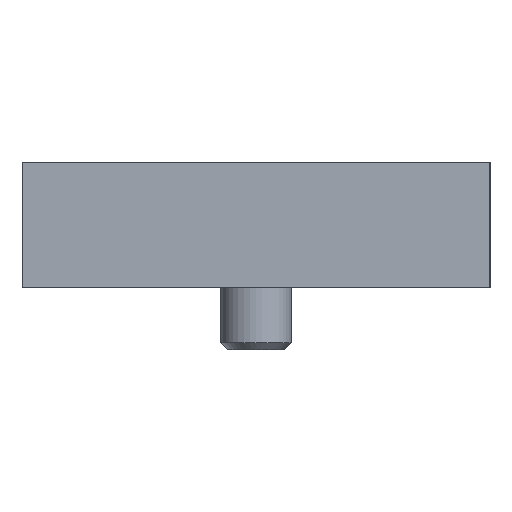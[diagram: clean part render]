
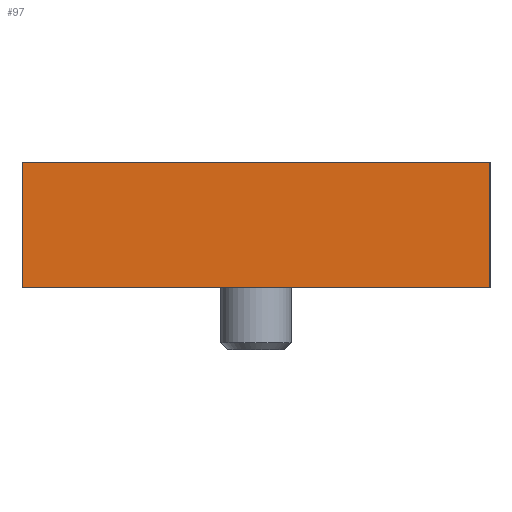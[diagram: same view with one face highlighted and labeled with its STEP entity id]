
A CAD part, front view. The second image highlights one B-rep face of the part: STEP entity #97.
In plain terms, the highlighted planar face has unit normal (0, -1, 0).
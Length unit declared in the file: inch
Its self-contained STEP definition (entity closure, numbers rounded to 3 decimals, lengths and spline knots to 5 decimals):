
#51 = VERTEX_POINT ( 'NONE', #630 ) ;
#90 = LINE ( 'NONE', #976, #1065 ) ;
#97 = ADVANCED_FACE ( 'NONE', ( #1211 ), #1480, .F. ) ;
#131 = VECTOR ( 'NONE', #1668, 39.37008 ) ;
#160 = CARTESIAN_POINT ( 'NONE',  ( -1.25, -2.025, -0.335 ) ) ;
#232 = LINE ( 'NONE', #1522, #131 ) ;
#324 = ORIENTED_EDGE ( 'NONE', *, *, #727, .T. ) ;
#372 = ORIENTED_EDGE ( 'NONE', *, *, #1711, .T. ) ;
#387 = DIRECTION ( 'NONE',  ( 1., 0., 0. ) ) ;
#422 = CARTESIAN_POINT ( 'NONE',  ( 1.25, -2.025, 0.335 ) ) ;
#439 = LINE ( 'NONE', #1187, #1669 ) ;
#484 = CARTESIAN_POINT ( 'NONE',  ( 1.25, -2.025, -0.335 ) ) ;
#630 = CARTESIAN_POINT ( 'NONE',  ( -1.25, -2.025, 0.335 ) ) ;
#631 = DIRECTION ( 'NONE',  ( 0., 0., -1. ) ) ;
#727 = EDGE_CURVE ( 'NONE', #51, #1447, #232, .T. ) ;
#768 = CARTESIAN_POINT ( 'NONE',  ( -1.25, -2.025, 0.335 ) ) ;
#859 = EDGE_CURVE ( 'NONE', #1471, #1434, #439, .T. ) ;
#976 = CARTESIAN_POINT ( 'NONE',  ( -1.25, -2.025, -0.335 ) ) ;
#1065 = VECTOR ( 'NONE', #387, 39.37008 ) ;
#1144 = CARTESIAN_POINT ( 'NONE',  ( -1.25, -2.025, 0.335 ) ) ;
#1187 = CARTESIAN_POINT ( 'NONE',  ( 1.25, -2.025, 0.335 ) ) ;
#1211 = FACE_OUTER_BOUND ( 'NONE', #1652, .T. ) ;
#1261 = DIRECTION ( 'NONE',  ( 0., 0., 1. ) ) ;
#1299 = ORIENTED_EDGE ( 'NONE', *, *, #859, .F. ) ;
#1417 = ORIENTED_EDGE ( 'NONE', *, *, #1744, .F. ) ;
#1434 = VERTEX_POINT ( 'NONE', #484 ) ;
#1447 = VERTEX_POINT ( 'NONE', #160 ) ;
#1471 = VERTEX_POINT ( 'NONE', #422 ) ;
#1480 = PLANE ( 'NONE',  #1796 ) ;
#1522 = CARTESIAN_POINT ( 'NONE',  ( -1.25, -2.025, 0.335 ) ) ;
#1575 = VECTOR ( 'NONE', #1611, 39.37008 ) ;
#1611 = DIRECTION ( 'NONE',  ( 1., 0., 0. ) ) ;
#1652 = EDGE_LOOP ( 'NONE', ( #372, #1299, #1417, #324 ) ) ;
#1668 = DIRECTION ( 'NONE',  ( 0., 0., -1. ) ) ;
#1669 = VECTOR ( 'NONE', #631, 39.37008 ) ;
#1711 = EDGE_CURVE ( 'NONE', #1447, #1434, #90, .T. ) ;
#1744 = EDGE_CURVE ( 'NONE', #51, #1471, #1954, .T. ) ;
#1796 = AXIS2_PLACEMENT_3D ( 'NONE', #1144, #1797, #1261 ) ;
#1797 = DIRECTION ( 'NONE',  ( 0., 1., 0. ) ) ;
#1954 = LINE ( 'NONE', #768, #1575 ) ;
